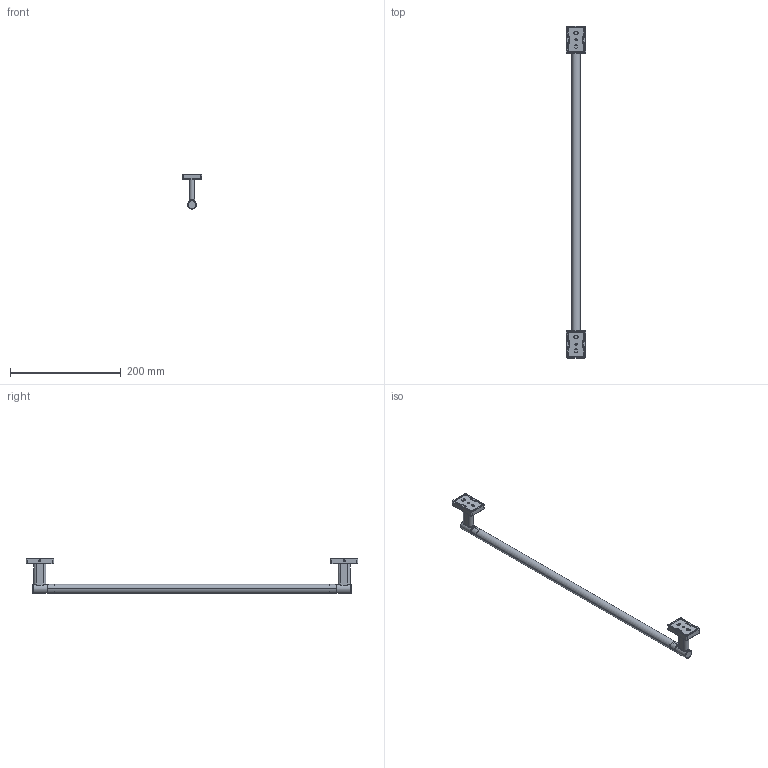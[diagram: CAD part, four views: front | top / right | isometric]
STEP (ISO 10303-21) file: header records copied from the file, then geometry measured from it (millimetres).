
FILE_DESCRIPTION((''),'2;1');
FILE_NAME('NV022-13-_ASM','2021-05-02T',('Administrator'),(''),'PRO/ENGINEER BY PARAMETRIC TECHNOLOGY CORPORATION, 2009440','PRO/ENGINEER BY PARAMETRIC TECHNOLOGY CORPORATION, 2009440','');
FILE_SCHEMA(('CONFIG_CONTROL_DESIGN'));
Length unit declared in the file: millimetre
Products named in the file (10): NV022-00-02; NV022-13-01; NV022-13-02; NV022-13-01_ASM; NV022-00-01; MP5-8; NV022-13-03; MPM5-10; MPA5-8; NV022-13-_ASM
Assembly tree (18 placements, depth 3):
  NV022-13-_ASM
    NV022-00-02
    NV022-13-01
    NV022-13-02
    NV022-13-01_ASM
      NV022-00-02
      NV022-13-01
    NV022-00-01  x2
    MP5-8  x4
    NV022-13-03  x2
    MPM5-10  x2
    MPA5-8  x2
Bounding box: 35 x 600 x 62 mm (x, y, z)
Volume: 69614.9 mm3; surface area: 85455.2 mm2
Topology: 19 solids, 19 shells, 1246 faces, 3274 edges, 2080 vertices
Faces by surface type: plane 422, cylinder 394, bspline 170, extrusion 114, cone 106, torus 24, sphere 16
Entity records: 29903 total; most frequent: CARTESIAN_POINT 16452, ORIENTED_EDGE 3020, DIRECTION 2290, EDGE_CURVE 1510, VERTEX_POINT 961, AXIS2_PLACEMENT_3D 773, VECTOR 744, LINE 687
